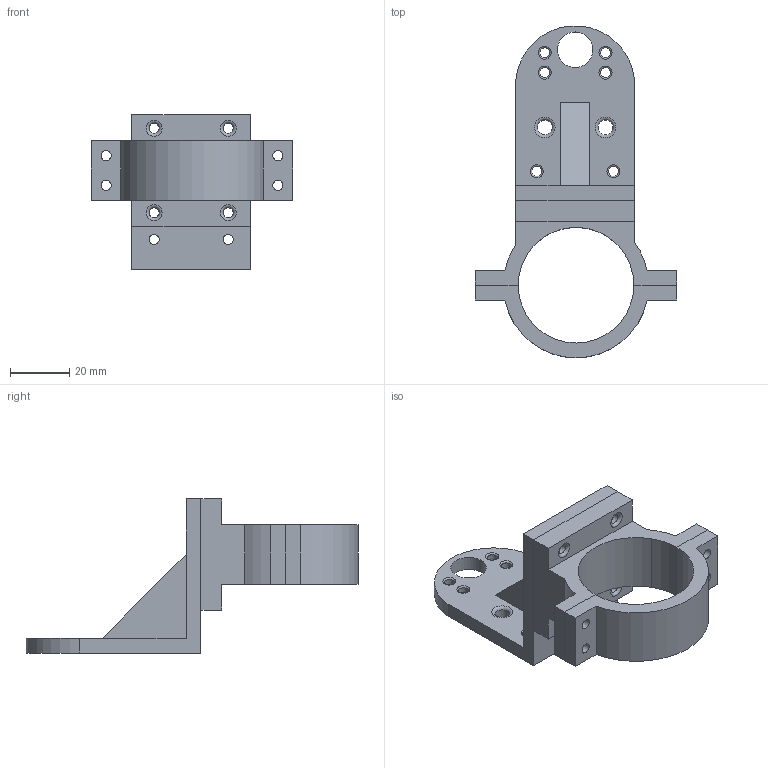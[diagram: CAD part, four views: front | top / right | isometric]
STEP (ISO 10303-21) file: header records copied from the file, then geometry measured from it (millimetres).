
FILE_DESCRIPTION(/* description */ (''),/* implementation_level */ '2;1');
FILE_NAME(/* name */ 'full_microscope.step',/* time_stamp */ '2023-08-11T10:49:44+03:00',/* author */ (''),/* organization */ (''),/* preprocessor_version */ 'ST-DEVELOPER v20',/* originating_system */ 'Autodesk Translation Framework v12.9.0.99',/* authorisation */ '');
FILE_SCHEMA (('AUTOMOTIVE_DESIGN { 1 0 10303 214 3 1 1 }'));
Length unit declared in the file: millimetre
Products named in the file (1): Untitled
Bounding box: 67.98 x 112 x 52 mm (x, y, z)
Volume: 50605 mm3; surface area: 23063.9 mm2
Topology: 3 solids, 3 shells, 86 faces, 239 edges, 159 vertices
Faces by surface type: cylinder 38, plane 36, torus 12
Full cylindrical faces by diameter (mm): 3.4 x26, 5 x2, 12 x1
Entity records: 2953 total; most frequent: DIRECTION 524, CARTESIAN_POINT 485, ORIENTED_EDGE 478, EDGE_CURVE 239, AXIS2_PLACEMENT_3D 198, VERTEX_POINT 159, EDGE_LOOP 144, LINE 128
